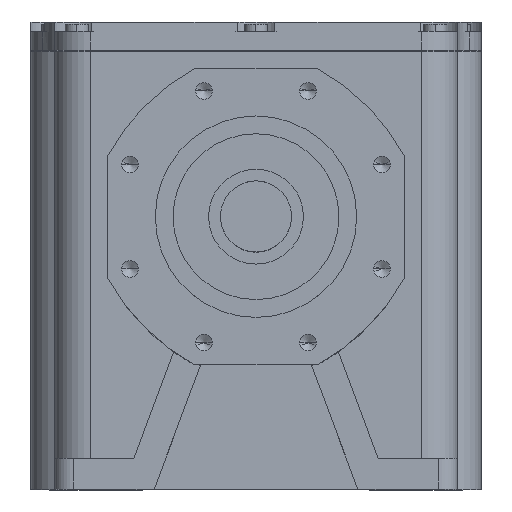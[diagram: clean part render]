
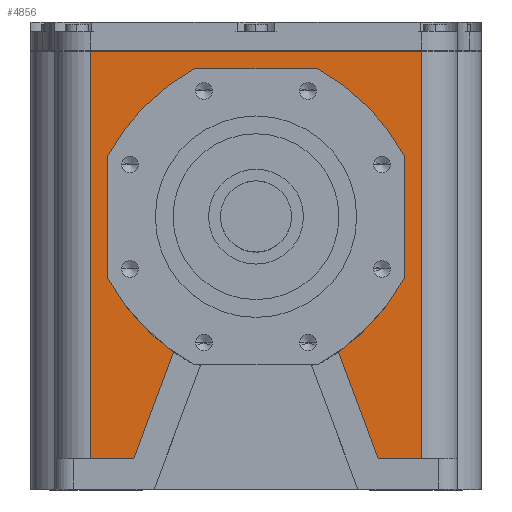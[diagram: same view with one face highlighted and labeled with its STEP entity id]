
A CAD part, top view. The second image highlights one B-rep face of the part: STEP entity #4856.
In plain terms, the highlighted planar face has unit normal (0, 0, 1).
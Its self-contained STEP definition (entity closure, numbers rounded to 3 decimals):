
#4 = DIRECTION ( 'NONE',  ( 0., 0., -1. ) ) ;
#49 = DIRECTION ( 'NONE',  ( 0., -1., 0. ) ) ;
#68 = VECTOR ( 'NONE', #816, 1000. ) ;
#76 = VERTEX_POINT ( 'NONE', #809 ) ;
#145 = EDGE_CURVE ( 'NONE', #76, #531, #5372, .T. ) ;
#154 = EDGE_CURVE ( 'NONE', #2695, #2822, #2746, .T. ) ;
#163 = DIRECTION ( 'NONE',  ( 1., 0., 0. ) ) ;
#195 = EDGE_CURVE ( 'NONE', #1865, #2903, #5207, .T. ) ;
#211 = CARTESIAN_POINT ( 'NONE',  ( -25.888, 62.5, -47. ) ) ;
#249 = AXIS2_PLACEMENT_3D ( 'NONE', #2361, #5510, #1839 ) ;
#254 = LINE ( 'NONE', #5355, #1483 ) ;
#297 = DIRECTION ( 'NONE',  ( 1., 0., 0. ) ) ;
#484 = ORIENTED_EDGE ( 'NONE', *, *, #532, .T. ) ;
#489 = ORIENTED_EDGE ( 'NONE', *, *, #4587, .F. ) ;
#519 = DIRECTION ( 'NONE',  ( 1., 0., 0. ) ) ;
#531 = VERTEX_POINT ( 'NONE', #6353 ) ;
#532 = EDGE_CURVE ( 'NONE', #6193, #2695, #948, .T. ) ;
#562 = ORIENTED_EDGE ( 'NONE', *, *, #3908, .T. ) ;
#636 = DIRECTION ( 'NONE',  ( 1., 0., 0. ) ) ;
#640 = LINE ( 'NONE', #5250, #6057 ) ;
#648 = VERTEX_POINT ( 'NONE', #5864 ) ;
#712 = AXIS2_PLACEMENT_3D ( 'NONE', #2309, #5992, #2826 ) ;
#736 = LINE ( 'NONE', #6464, #6470 ) ;
#809 = CARTESIAN_POINT ( 'NONE',  ( 25.888, 62.5, -47. ) ) ;
#816 = DIRECTION ( 'NONE',  ( 0., 1., 0. ) ) ;
#881 = DIRECTION ( 'NONE',  ( 1., 0., 0. ) ) ;
#928 = EDGE_CURVE ( 'NONE', #4659, #6641, #1431, .T. ) ;
#948 = CIRCLE ( 'NONE', #5038, 91.307 ) ;
#992 = VECTOR ( 'NONE', #3016, 1000. ) ;
#1054 = CARTESIAN_POINT ( 'NONE',  ( -17.72, -17.72, -47. ) ) ;
#1162 = EDGE_CURVE ( 'NONE', #5705, #5048, #1355, .T. ) ;
#1355 = LINE ( 'NONE', #3726, #4301 ) ;
#1374 = VECTOR ( 'NONE', #5105, 1000. ) ;
#1429 = EDGE_CURVE ( 'NONE', #4837, #5565, #2476, .T. ) ;
#1431 = CIRCLE ( 'NONE', #2834, 91.307 ) ;
#1483 = VECTOR ( 'NONE', #3294, 1000. ) ;
#1610 = CARTESIAN_POINT ( 'NONE',  ( 31.982, -58.874, -47. ) ) ;
#1633 = CARTESIAN_POINT ( 'NONE',  ( -17.72, 17.72, -47. ) ) ;
#1839 = DIRECTION ( 'NONE',  ( 1., 0., 0. ) ) ;
#1865 = VERTEX_POINT ( 'NONE', #2355 ) ;
#1918 = DIRECTION ( 'NONE',  ( 0., 0., -1. ) ) ;
#1943 = FACE_OUTER_BOUND ( 'NONE', #4124, .T. ) ;
#1958 = CIRCLE ( 'NONE', #712, 67. ) ;
#2073 = DIRECTION ( 'NONE',  ( 1., 0., 0. ) ) ;
#2207 = CARTESIAN_POINT ( 'NONE',  ( 0., -102., -47. ) ) ;
#2218 = CARTESIAN_POINT ( 'NONE',  ( 11.801, 4.413, -47. ) ) ;
#2253 = CARTESIAN_POINT ( 'NONE',  ( 51.591, -102., -47. ) ) ;
#2273 = LINE ( 'NONE', #2218, #6300 ) ;
#2309 = CARTESIAN_POINT ( 'NONE',  ( 0., 0., -47. ) ) ;
#2355 = CARTESIAN_POINT ( 'NONE',  ( -62.5, 25.888, -47. ) ) ;
#2361 = CARTESIAN_POINT ( 'NONE',  ( 17.72, -17.72, -47. ) ) ;
#2476 = LINE ( 'NONE', #4426, #3719 ) ;
#2500 = EDGE_CURVE ( 'NONE', #6667, #648, #6407, .T. ) ;
#2512 = ORIENTED_EDGE ( 'NONE', *, *, #3063, .T. ) ;
#2695 = VERTEX_POINT ( 'NONE', #1610 ) ;
#2746 = CIRCLE ( 'NONE', #5654, 67. ) ;
#2764 = LINE ( 'NONE', #2207, #5570 ) ;
#2822 = VERTEX_POINT ( 'NONE', #4364 ) ;
#2826 = DIRECTION ( 'NONE',  ( 1., 0., 0. ) ) ;
#2834 = AXIS2_PLACEMENT_3D ( 'NONE', #5056, #1918, #5591 ) ;
#2849 = LINE ( 'NONE', #5507, #68 ) ;
#2878 = CARTESIAN_POINT ( 'NONE',  ( 62.5, -25.888, -47. ) ) ;
#2903 = VERTEX_POINT ( 'NONE', #211 ) ;
#2982 = CARTESIAN_POINT ( 'NONE',  ( 0., -102., -47. ) ) ;
#3016 = DIRECTION ( 'NONE',  ( 0.35, 0.937, 0. ) ) ;
#3063 = EDGE_CURVE ( 'NONE', #531, #6193, #254, .T. ) ;
#3117 = VERTEX_POINT ( 'NONE', #2253 ) ;
#3206 = AXIS2_PLACEMENT_3D ( 'NONE', #6598, #3465, #297 ) ;
#3294 = DIRECTION ( 'NONE',  ( 0., -1., 0. ) ) ;
#3297 = ORIENTED_EDGE ( 'NONE', *, *, #5218, .F. ) ;
#3435 = PLANE ( 'NONE',  #3206 ) ;
#3465 = DIRECTION ( 'NONE',  ( 0., 0., 1. ) ) ;
#3719 = VECTOR ( 'NONE', #5459, 1000. ) ;
#3726 = CARTESIAN_POINT ( 'NONE',  ( -70., -102., -47. ) ) ;
#3815 = CARTESIAN_POINT ( 'NONE',  ( -51.591, -102., -47. ) ) ;
#3881 = EDGE_CURVE ( 'NONE', #3117, #2822, #2273, .T. ) ;
#3908 = EDGE_CURVE ( 'NONE', #2903, #76, #736, .T. ) ;
#3949 = EDGE_CURVE ( 'NONE', #648, #4659, #1958, .T. ) ;
#4039 = EDGE_CURVE ( 'NONE', #6641, #1865, #2849, .T. ) ;
#4124 = EDGE_LOOP ( 'NONE', ( #489, #5099, #3297, #4440, #6268, #6059, #4603, #6542, #562, #5764, #2512, #484, #5631, #4185, #4766, #6587 ) ) ;
#4185 = ORIENTED_EDGE ( 'NONE', *, *, #3881, .F. ) ;
#4234 = DIRECTION ( 'NONE',  ( 1., 0., 0. ) ) ;
#4272 = CARTESIAN_POINT ( 'NONE',  ( 0., 0., -47. ) ) ;
#4301 = VECTOR ( 'NONE', #49, 1000. ) ;
#4364 = CARTESIAN_POINT ( 'NONE',  ( 34.848, -57.224, -47. ) ) ;
#4426 = CARTESIAN_POINT ( 'NONE',  ( 70., 70., -47. ) ) ;
#4440 = ORIENTED_EDGE ( 'NONE', *, *, #2500, .T. ) ;
#4587 = EDGE_CURVE ( 'NONE', #5705, #5565, #640, .T. ) ;
#4603 = ORIENTED_EDGE ( 'NONE', *, *, #4039, .T. ) ;
#4659 = VERTEX_POINT ( 'NONE', #6384 ) ;
#4766 = ORIENTED_EDGE ( 'NONE', *, *, #5912, .T. ) ;
#4837 = VERTEX_POINT ( 'NONE', #6579 ) ;
#4856 = ADVANCED_FACE ( 'NONE', ( #1943 ), #3435, .T. ) ;
#5038 = AXIS2_PLACEMENT_3D ( 'NONE', #1633, #5284, #881 ) ;
#5042 = CARTESIAN_POINT ( 'NONE',  ( 70., 70., -47. ) ) ;
#5048 = VERTEX_POINT ( 'NONE', #5945 ) ;
#5056 = CARTESIAN_POINT ( 'NONE',  ( 17.72, 17.72, -47. ) ) ;
#5099 = ORIENTED_EDGE ( 'NONE', *, *, #1162, .T. ) ;
#5105 = DIRECTION ( 'NONE',  ( -1., 0., 0. ) ) ;
#5187 = CARTESIAN_POINT ( 'NONE',  ( -70., 70., -47. ) ) ;
#5207 = CIRCLE ( 'NONE', #249, 91.307 ) ;
#5218 = EDGE_CURVE ( 'NONE', #6667, #5048, #6769, .T. ) ;
#5250 = CARTESIAN_POINT ( 'NONE',  ( 85., 70., -47. ) ) ;
#5284 = DIRECTION ( 'NONE',  ( 0., 0., -1. ) ) ;
#5355 = CARTESIAN_POINT ( 'NONE',  ( 62.5, 25.888, -47. ) ) ;
#5372 = CIRCLE ( 'NONE', #6012, 91.307 ) ;
#5459 = DIRECTION ( 'NONE',  ( 0., 1., 0. ) ) ;
#5507 = CARTESIAN_POINT ( 'NONE',  ( -62.5, -25.888, -47. ) ) ;
#5510 = DIRECTION ( 'NONE',  ( 0., 0., -1. ) ) ;
#5565 = VERTEX_POINT ( 'NONE', #5042 ) ;
#5570 = VECTOR ( 'NONE', #636, 1000. ) ;
#5591 = DIRECTION ( 'NONE',  ( 1., 0., 0. ) ) ;
#5631 = ORIENTED_EDGE ( 'NONE', *, *, #154, .T. ) ;
#5654 = AXIS2_PLACEMENT_3D ( 'NONE', #4272, #5766, #519 ) ;
#5705 = VERTEX_POINT ( 'NONE', #5187 ) ;
#5764 = ORIENTED_EDGE ( 'NONE', *, *, #145, .T. ) ;
#5766 = DIRECTION ( 'NONE',  ( 0., 0., 1. ) ) ;
#5864 = CARTESIAN_POINT ( 'NONE',  ( -34.848, -57.224, -47. ) ) ;
#5909 = CARTESIAN_POINT ( 'NONE',  ( -62.5, -25.888, -47. ) ) ;
#5912 = EDGE_CURVE ( 'NONE', #3117, #4837, #2764, .T. ) ;
#5945 = CARTESIAN_POINT ( 'NONE',  ( -70., -102., -47. ) ) ;
#5992 = DIRECTION ( 'NONE',  ( 0., 0., 1. ) ) ;
#6012 = AXIS2_PLACEMENT_3D ( 'NONE', #1054, #4, #2073 ) ;
#6057 = VECTOR ( 'NONE', #4234, 1000. ) ;
#6059 = ORIENTED_EDGE ( 'NONE', *, *, #928, .T. ) ;
#6193 = VERTEX_POINT ( 'NONE', #2878 ) ;
#6268 = ORIENTED_EDGE ( 'NONE', *, *, #3949, .T. ) ;
#6300 = VECTOR ( 'NONE', #6444, 1000. ) ;
#6353 = CARTESIAN_POINT ( 'NONE',  ( 62.5, 25.888, -47. ) ) ;
#6384 = CARTESIAN_POINT ( 'NONE',  ( -31.982, -58.874, -47. ) ) ;
#6407 = LINE ( 'NONE', #6699, #992 ) ;
#6444 = DIRECTION ( 'NONE',  ( -0.35, 0.937, 0. ) ) ;
#6464 = CARTESIAN_POINT ( 'NONE',  ( -25.888, 62.5, -47. ) ) ;
#6470 = VECTOR ( 'NONE', #163, 1000. ) ;
#6542 = ORIENTED_EDGE ( 'NONE', *, *, #195, .T. ) ;
#6579 = CARTESIAN_POINT ( 'NONE',  ( 70., -102., -47. ) ) ;
#6587 = ORIENTED_EDGE ( 'NONE', *, *, #1429, .T. ) ;
#6598 = CARTESIAN_POINT ( 'NONE',  ( 0., 0., -47. ) ) ;
#6641 = VERTEX_POINT ( 'NONE', #5909 ) ;
#6667 = VERTEX_POINT ( 'NONE', #3815 ) ;
#6699 = CARTESIAN_POINT ( 'NONE',  ( -11.801, 4.413, -47. ) ) ;
#6769 = LINE ( 'NONE', #2982, #1374 ) ;
